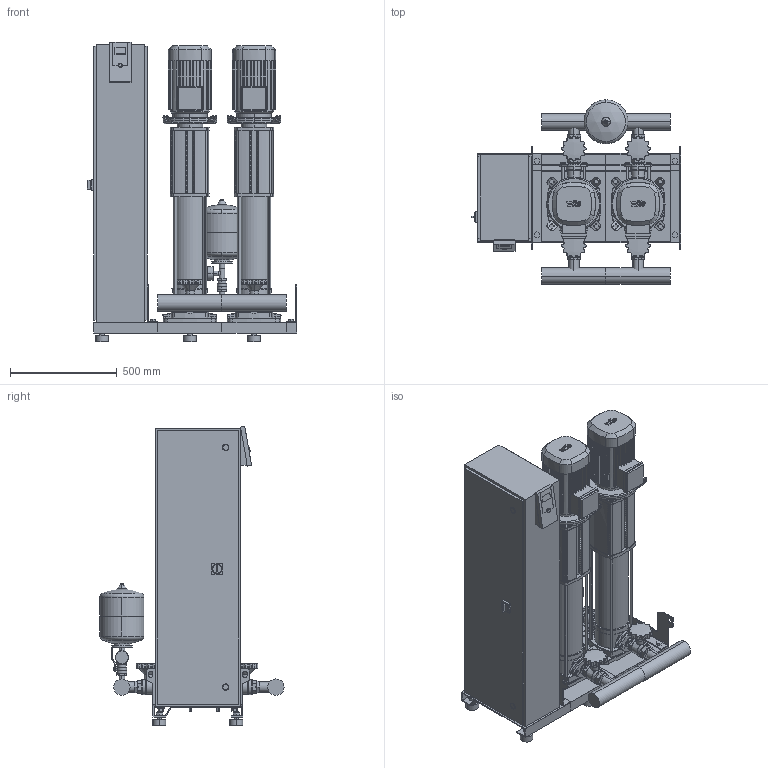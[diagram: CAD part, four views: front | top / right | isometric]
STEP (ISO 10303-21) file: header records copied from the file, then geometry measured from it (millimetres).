
FILE_DESCRIPTION((''),'2;1');
FILE_NAME('3d_SiBoostSmart2HELIXV1609-2536159.stp','2016-01-25T10:19:20',(''),(''),'Mechanical Desktop 2009','Mechanical Desktop 2009',', , ');
FILE_SCHEMA(('CONFIG_CONTROL_DESIGN'));
Length unit declared in the file: millimetre
Products named in the file (1): Product
Bounding box: 980 x 861.05 x 1398.4 mm (x, y, z)
Volume: 210285337.1 mm3; surface area: 10712257.2 mm2
Topology: 123 solids, 123 shells, 4132 faces, 10802 edges, 7080 vertices
Faces by surface type: plane 1741, bspline 1203, cylinder 934, cone 162, torus 74, sphere 18
Entity records: 135410 total; most frequent: CARTESIAN_POINT 34216, ORIENTED_EDGE 21580, DIRECTION 19382, EDGE_CURVE 10790, VECTOR 7166, LINE 7166, VERTEX_POINT 7076, AXIS2_PLACEMENT_3D 6108
